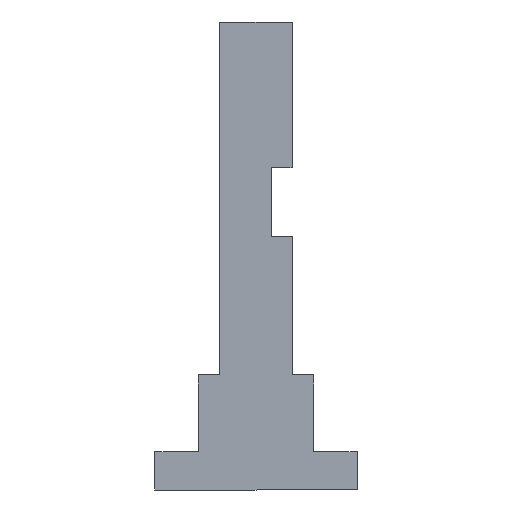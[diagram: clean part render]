
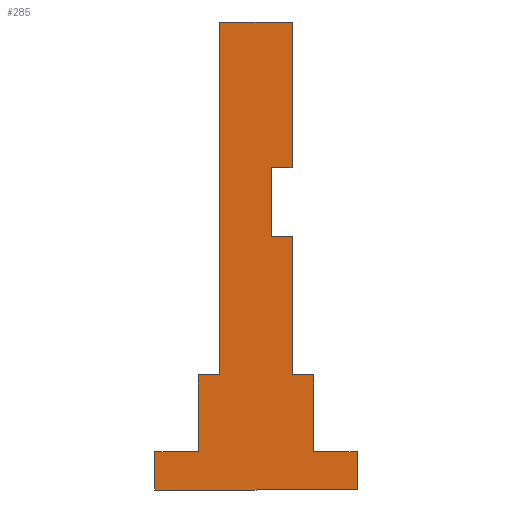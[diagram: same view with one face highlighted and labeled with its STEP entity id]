
A CAD part, front view. The second image highlights one B-rep face of the part: STEP entity #285.
In plain terms, the highlighted planar face has unit normal (0, -1, 0).
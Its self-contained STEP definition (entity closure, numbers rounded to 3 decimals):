
#3 = DIRECTION ( 'NONE',  ( 0., 1., 0. ) ) ;
#7 = CARTESIAN_POINT ( 'NONE',  ( 4.7, -2.25, 23. ) ) ;
#14 = DIRECTION ( 'NONE',  ( -1., 0., 0. ) ) ;
#19 = CARTESIAN_POINT ( 'NONE',  ( 7.5, -2.25, 0. ) ) ;
#29 = VECTOR ( 'NONE', #526, 1000. ) ;
#30 = LINE ( 'NONE', #606, #379 ) ;
#38 = ORIENTED_EDGE ( 'NONE', *, *, #831, .F. ) ;
#43 = CARTESIAN_POINT ( 'NONE',  ( -13.178, -2.25, -10. ) ) ;
#47 = EDGE_CURVE ( 'NONE', #245, #771, #810, .T. ) ;
#63 = LINE ( 'NONE', #580, #29 ) ;
#69 = CARTESIAN_POINT ( 'NONE',  ( 13.178, -2.25, -5. ) ) ;
#70 = EDGE_CURVE ( 'NONE', #668, #427, #406, .T. ) ;
#74 = DIRECTION ( 'NONE',  ( -1., 0., 0. ) ) ;
#86 = DIRECTION ( 'NONE',  ( 0., 0., -1. ) ) ;
#92 = DIRECTION ( 'NONE',  ( 0., 0., 1. ) ) ;
#102 = ORIENTED_EDGE ( 'NONE', *, *, #394, .T. ) ;
#106 = LINE ( 'NONE', #433, #458 ) ;
#112 = ORIENTED_EDGE ( 'NONE', *, *, #447, .T. ) ;
#113 = CARTESIAN_POINT ( 'NONE',  ( 4.7, -2.25, 51. ) ) ;
#118 = VERTEX_POINT ( 'NONE', #746 ) ;
#121 = ORIENTED_EDGE ( 'NONE', *, *, #793, .F. ) ;
#131 = VECTOR ( 'NONE', #665, 1000. ) ;
#137 = AXIS2_PLACEMENT_3D ( 'NONE', #265, #3, #14 ) ;
#143 = ORIENTED_EDGE ( 'NONE', *, *, #348, .F. ) ;
#144 = DIRECTION ( 'NONE',  ( 0., 0., -1. ) ) ;
#156 = EDGE_LOOP ( 'NONE', ( #286, #167, #637, #673, #143, #373, #102, #112, #611, #838, #261, #121, #38, #718, #158, #410 ) ) ;
#157 = EDGE_CURVE ( 'NONE', #118, #622, #775, .T. ) ;
#158 = ORIENTED_EDGE ( 'NONE', *, *, #181, .F. ) ;
#159 = DIRECTION ( 'NONE',  ( 0., 0., 1. ) ) ;
#161 = CARTESIAN_POINT ( 'NONE',  ( 0., -2.25, 51. ) ) ;
#167 = ORIENTED_EDGE ( 'NONE', *, *, #157, .T. ) ;
#173 = LINE ( 'NONE', #824, #638 ) ;
#181 = EDGE_CURVE ( 'NONE', #771, #540, #63, .T. ) ;
#200 = EDGE_CURVE ( 'NONE', #656, #540, #713, .T. ) ;
#213 = LINE ( 'NONE', #539, #321 ) ;
#215 = VECTOR ( 'NONE', #92, 1000. ) ;
#219 = CARTESIAN_POINT ( 'NONE',  ( 4.7, -2.25, 5. ) ) ;
#223 = VERTEX_POINT ( 'NONE', #7 ) ;
#225 = CARTESIAN_POINT ( 'NONE',  ( 0., -2.25, -10. ) ) ;
#234 = DIRECTION ( 'NONE',  ( -1., 0., 0. ) ) ;
#245 = VERTEX_POINT ( 'NONE', #518 ) ;
#251 = CARTESIAN_POINT ( 'NONE',  ( 0., -2.25, 5. ) ) ;
#255 = FACE_OUTER_BOUND ( 'NONE', #156, .T. ) ;
#261 = ORIENTED_EDGE ( 'NONE', *, *, #436, .F. ) ;
#263 = LINE ( 'NONE', #401, #686 ) ;
#264 = VERTEX_POINT ( 'NONE', #69 ) ;
#265 = CARTESIAN_POINT ( 'NONE',  ( 0., -2.25, 51. ) ) ;
#271 = VECTOR ( 'NONE', #357, 1000. ) ;
#272 = EDGE_CURVE ( 'NONE', #245, #118, #653, .T. ) ;
#281 = VERTEX_POINT ( 'NONE', #587 ) ;
#285 = ADVANCED_FACE ( 'NONE', ( #255 ), #784, .F. ) ;
#286 = ORIENTED_EDGE ( 'NONE', *, *, #272, .T. ) ;
#305 = CARTESIAN_POINT ( 'NONE',  ( 0., -2.25, -5. ) ) ;
#308 = CARTESIAN_POINT ( 'NONE',  ( 7.5, -2.25, -5. ) ) ;
#313 = VECTOR ( 'NONE', #86, 1000. ) ;
#321 = VECTOR ( 'NONE', #550, 1000. ) ;
#322 = CARTESIAN_POINT ( 'NONE',  ( -4.7, -2.25, 51. ) ) ;
#338 = EDGE_CURVE ( 'NONE', #450, #668, #796, .T. ) ;
#348 = EDGE_CURVE ( 'NONE', #542, #351, #213, .T. ) ;
#351 = VERTEX_POINT ( 'NONE', #737 ) ;
#357 = DIRECTION ( 'NONE',  ( 1., 0., 0. ) ) ;
#359 = CARTESIAN_POINT ( 'NONE',  ( 4.7, -2.25, 32. ) ) ;
#363 = LINE ( 'NONE', #625, #313 ) ;
#373 = ORIENTED_EDGE ( 'NONE', *, *, #412, .F. ) ;
#374 = VECTOR ( 'NONE', #739, 1000. ) ;
#379 = VECTOR ( 'NONE', #159, 1000. ) ;
#393 = DIRECTION ( 'NONE',  ( 1., 0., 0. ) ) ;
#394 = EDGE_CURVE ( 'NONE', #829, #264, #30, .T. ) ;
#401 = CARTESIAN_POINT ( 'NONE',  ( -7.5, -2.25, 0. ) ) ;
#406 = LINE ( 'NONE', #613, #131 ) ;
#409 = DIRECTION ( 'NONE',  ( 0., 0., 1. ) ) ;
#410 = ORIENTED_EDGE ( 'NONE', *, *, #47, .F. ) ;
#412 = EDGE_CURVE ( 'NONE', #829, #542, #466, .T. ) ;
#418 = VECTOR ( 'NONE', #572, 1000. ) ;
#427 = VERTEX_POINT ( 'NONE', #219 ) ;
#433 = CARTESIAN_POINT ( 'NONE',  ( 4.7, -2.25, 51. ) ) ;
#436 = EDGE_CURVE ( 'NONE', #223, #427, #106, .T. ) ;
#447 = EDGE_CURVE ( 'NONE', #264, #450, #173, .T. ) ;
#450 = VERTEX_POINT ( 'NONE', #308 ) ;
#455 = VECTOR ( 'NONE', #144, 1000. ) ;
#458 = VECTOR ( 'NONE', #763, 1000. ) ;
#466 = LINE ( 'NONE', #225, #528 ) ;
#481 = DIRECTION ( 'NONE',  ( -1., 0., 0. ) ) ;
#510 = VECTOR ( 'NONE', #74, 1000. ) ;
#518 = CARTESIAN_POINT ( 'NONE',  ( -4.7, -2.25, 51. ) ) ;
#526 = DIRECTION ( 'NONE',  ( 0., 0., -1. ) ) ;
#528 = VECTOR ( 'NONE', #481, 1000. ) ;
#539 = CARTESIAN_POINT ( 'NONE',  ( -13.178, -2.25, 0. ) ) ;
#540 = VERTEX_POINT ( 'NONE', #359 ) ;
#542 = VERTEX_POINT ( 'NONE', #43 ) ;
#547 = EDGE_CURVE ( 'NONE', #281, #351, #554, .T. ) ;
#550 = DIRECTION ( 'NONE',  ( 0., 0., 1. ) ) ;
#554 = LINE ( 'NONE', #305, #418 ) ;
#572 = DIRECTION ( 'NONE',  ( -1., 0., 0. ) ) ;
#580 = CARTESIAN_POINT ( 'NONE',  ( 4.7, -2.25, 51. ) ) ;
#587 = CARTESIAN_POINT ( 'NONE',  ( -7.5, -2.25, -5. ) ) ;
#589 = CARTESIAN_POINT ( 'NONE',  ( -7.5, -2.25, 5. ) ) ;
#592 = CARTESIAN_POINT ( 'NONE',  ( 2., -2.25, 32. ) ) ;
#606 = CARTESIAN_POINT ( 'NONE',  ( 13.178, -2.25, 0. ) ) ;
#611 = ORIENTED_EDGE ( 'NONE', *, *, #338, .T. ) ;
#613 = CARTESIAN_POINT ( 'NONE',  ( 0., -2.25, 5. ) ) ;
#622 = VERTEX_POINT ( 'NONE', #589 ) ;
#625 = CARTESIAN_POINT ( 'NONE',  ( 2., -2.25, 0. ) ) ;
#637 = ORIENTED_EDGE ( 'NONE', *, *, #732, .F. ) ;
#638 = VECTOR ( 'NONE', #234, 1000. ) ;
#646 = CARTESIAN_POINT ( 'NONE',  ( 7.5, -2.25, 5. ) ) ;
#653 = LINE ( 'NONE', #322, #455 ) ;
#656 = VERTEX_POINT ( 'NONE', #592 ) ;
#664 = LINE ( 'NONE', #730, #271 ) ;
#665 = DIRECTION ( 'NONE',  ( -1., 0., 0. ) ) ;
#668 = VERTEX_POINT ( 'NONE', #646 ) ;
#673 = ORIENTED_EDGE ( 'NONE', *, *, #547, .T. ) ;
#685 = CARTESIAN_POINT ( 'NONE',  ( 13.178, -2.25, -10. ) ) ;
#686 = VECTOR ( 'NONE', #409, 1000. ) ;
#712 = VERTEX_POINT ( 'NONE', #735 ) ;
#713 = LINE ( 'NONE', #839, #801 ) ;
#718 = ORIENTED_EDGE ( 'NONE', *, *, #200, .T. ) ;
#730 = CARTESIAN_POINT ( 'NONE',  ( 0., -2.25, 23. ) ) ;
#732 = EDGE_CURVE ( 'NONE', #281, #622, #263, .T. ) ;
#735 = CARTESIAN_POINT ( 'NONE',  ( 2., -2.25, 23. ) ) ;
#737 = CARTESIAN_POINT ( 'NONE',  ( -13.178, -2.25, -5. ) ) ;
#739 = DIRECTION ( 'NONE',  ( 1., 0., 0. ) ) ;
#746 = CARTESIAN_POINT ( 'NONE',  ( -4.7, -2.25, 5. ) ) ;
#763 = DIRECTION ( 'NONE',  ( 0., 0., -1. ) ) ;
#771 = VERTEX_POINT ( 'NONE', #113 ) ;
#775 = LINE ( 'NONE', #251, #510 ) ;
#784 = PLANE ( 'NONE',  #137 ) ;
#793 = EDGE_CURVE ( 'NONE', #712, #223, #664, .T. ) ;
#796 = LINE ( 'NONE', #19, #215 ) ;
#801 = VECTOR ( 'NONE', #393, 1000. ) ;
#810 = LINE ( 'NONE', #161, #374 ) ;
#824 = CARTESIAN_POINT ( 'NONE',  ( 0., -2.25, -5. ) ) ;
#829 = VERTEX_POINT ( 'NONE', #685 ) ;
#831 = EDGE_CURVE ( 'NONE', #656, #712, #363, .T. ) ;
#838 = ORIENTED_EDGE ( 'NONE', *, *, #70, .T. ) ;
#839 = CARTESIAN_POINT ( 'NONE',  ( 0., -2.25, 32. ) ) ;
